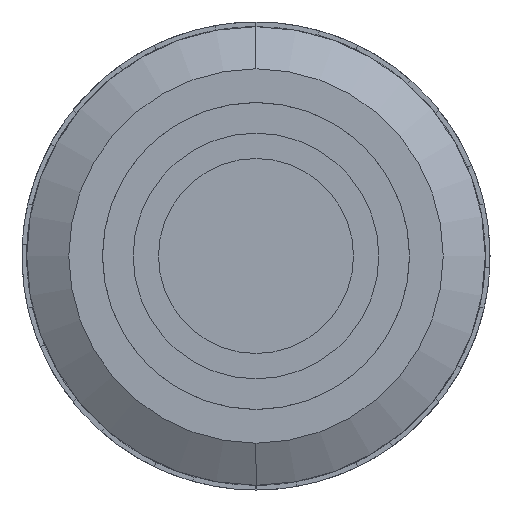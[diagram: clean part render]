
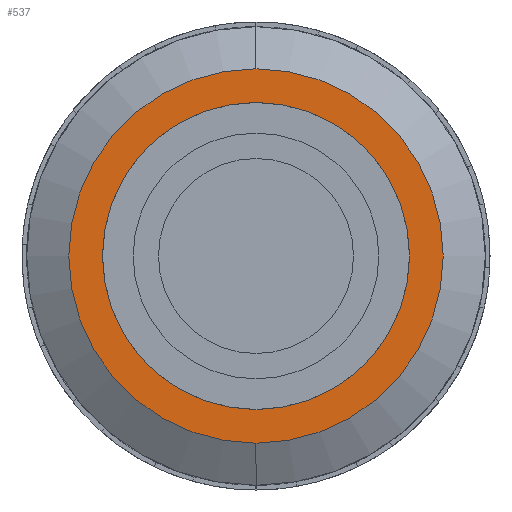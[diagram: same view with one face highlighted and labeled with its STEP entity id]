
A CAD part, left-side view. The second image highlights one B-rep face of the part: STEP entity #537.
In plain terms, the highlighted planar face has unit normal (-1, 0, 0).
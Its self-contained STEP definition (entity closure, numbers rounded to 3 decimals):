
#537=ADVANCED_FACE('',(#1133,#1134),#1135,.T.);
#1133=FACE_BOUND('',#1791,.T.);
#1134=FACE_OUTER_BOUND('',#1792,.T.);
#1135=PLANE('',#1793);
#1791=EDGE_LOOP('',(#3424,#3425));
#1792=EDGE_LOOP('',(#3426,#3427));
#1793=AXIS2_PLACEMENT_3D('',#3428,#3429,#3430);
#3424=ORIENTED_EDGE('',*,*,#4530,.F.);
#3425=ORIENTED_EDGE('',*,*,#4004,.F.);
#3426=ORIENTED_EDGE('',*,*,#4009,.T.);
#3427=ORIENTED_EDGE('',*,*,#4528,.T.);
#3428=CARTESIAN_POINT('',(-72.924,0.0,43.688));
#3429=DIRECTION('',(-1.0,0.0,0.0));
#3430=DIRECTION('',(0.0,-0.0,1.0));
#4004=EDGE_CURVE('',#4832,#4828,#4834,.T.);
#4009=EDGE_CURVE('',#4837,#4841,#4843,.T.);
#4528=EDGE_CURVE('',#4841,#4837,#5610,.T.);
#4530=EDGE_CURVE('',#4828,#4832,#5612,.T.);
#4828=VERTEX_POINT('',#5981);
#4832=VERTEX_POINT('',#5986);
#4834=CIRCLE('',#5989,39.375);
#4837=VERTEX_POINT('',#5992);
#4841=VERTEX_POINT('',#5997);
#4843=CIRCLE('',#6000,48.0);
#5610=CIRCLE('',#7009,48.0);
#5612=CIRCLE('',#7011,39.375);
#5981=CARTESIAN_POINT('',(-72.924,0.0,39.375));
#5986=CARTESIAN_POINT('',(-72.924,0.,-39.375));
#5989=AXIS2_PLACEMENT_3D('',#7406,#7407,#7408);
#5992=CARTESIAN_POINT('',(-72.924,0.0,48.0));
#5997=CARTESIAN_POINT('',(-72.924,0.,-48.0));
#6000=AXIS2_PLACEMENT_3D('',#7414,#7415,#7416);
#7009=AXIS2_PLACEMENT_3D('',#8076,#8077,#8078);
#7011=AXIS2_PLACEMENT_3D('',#8079,#8080,#8081);
#7406=CARTESIAN_POINT('',(-72.924,0.0,0.0));
#7407=DIRECTION('',(-1.0,0.0,0.0));
#7408=DIRECTION('',(0.0,-0.0,1.0));
#7414=CARTESIAN_POINT('',(-72.924,0.0,0.0));
#7415=DIRECTION('',(-1.0,0.0,0.0));
#7416=DIRECTION('',(0.0,-0.0,1.0));
#8076=CARTESIAN_POINT('',(-72.924,0.0,0.0));
#8077=DIRECTION('',(-1.0,0.0,0.0));
#8078=DIRECTION('',(0.0,-0.0,1.0));
#8079=CARTESIAN_POINT('',(-72.924,0.0,0.0));
#8080=DIRECTION('',(-1.0,0.0,0.0));
#8081=DIRECTION('',(0.0,-0.0,1.0));
